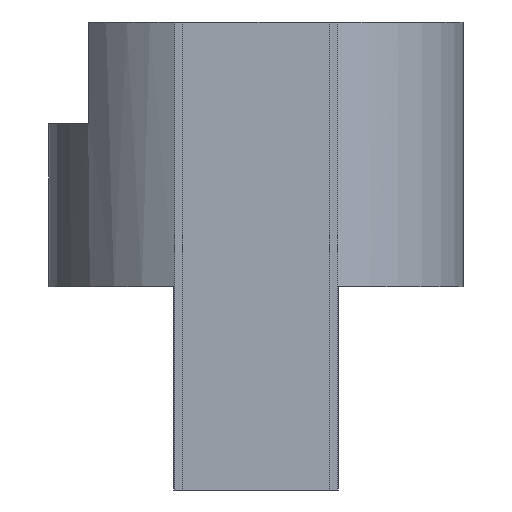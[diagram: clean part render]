
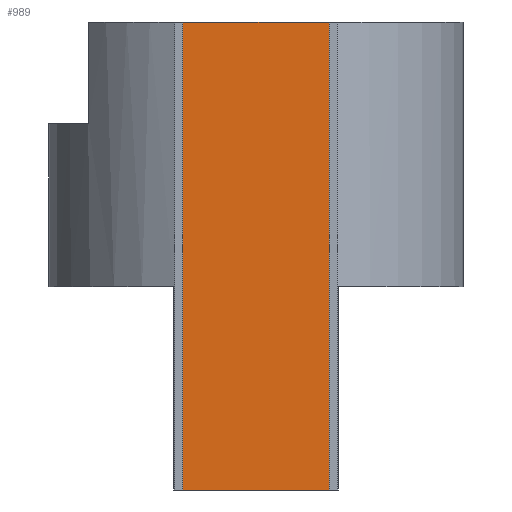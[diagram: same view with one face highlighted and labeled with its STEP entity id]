
A CAD part, front view. The second image highlights one B-rep face of the part: STEP entity #989.
In plain terms, the highlighted planar face has unit normal (0, -1, 0).
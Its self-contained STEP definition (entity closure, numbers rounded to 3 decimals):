
#82=FACE_OUTER_BOUND('',#135,.T.);
#135=EDGE_LOOP('',(#875,#876,#877,#878));
#233=LINE('',#1536,#359);
#248=LINE('',#1569,#374);
#262=LINE('',#1597,#388);
#263=LINE('',#1599,#389);
#359=VECTOR('',#1250,10.);
#374=VECTOR('',#1277,10.);
#388=VECTOR('',#1313,10.);
#389=VECTOR('',#1316,10.);
#464=VERTEX_POINT('',#1533);
#465=VERTEX_POINT('',#1535);
#476=VERTEX_POINT('',#1566);
#477=VERTEX_POINT('',#1568);
#585=EDGE_CURVE('',#464,#465,#233,.T.);
#602=EDGE_CURVE('',#476,#477,#248,.T.);
#617=EDGE_CURVE('',#465,#476,#262,.T.);
#618=EDGE_CURVE('',#464,#477,#263,.T.);
#875=ORIENTED_EDGE('',*,*,#617,.F.);
#876=ORIENTED_EDGE('',*,*,#585,.F.);
#877=ORIENTED_EDGE('',*,*,#618,.T.);
#878=ORIENTED_EDGE('',*,*,#602,.F.);
#939=PLANE('',#1066);
#989=ADVANCED_FACE('',(#82),#939,.T.);
#1066=AXIS2_PLACEMENT_3D('',#1598,#1314,#1315);
#1250=DIRECTION('',(-1.,0.,0.));
#1277=DIRECTION('',(1.,0.,0.));
#1313=DIRECTION('',(0.,0.,1.));
#1314=DIRECTION('center_axis',(0.,-1.,0.));
#1315=DIRECTION('ref_axis',(-1.,0.,0.));
#1316=DIRECTION('',(0.,0.,1.));
#1533=CARTESIAN_POINT('',(18.,-35.,-100.));
#1535=CARTESIAN_POINT('',(-18.,-35.,-100.));
#1536=CARTESIAN_POINT('',(9.,-35.,-100.));
#1566=CARTESIAN_POINT('',(-18.,-35.,15.));
#1568=CARTESIAN_POINT('',(18.,-35.,15.));
#1569=CARTESIAN_POINT('',(20.,-35.,15.));
#1597=CARTESIAN_POINT('',(-18.,-35.,0.));
#1598=CARTESIAN_POINT('Origin',(18.,-35.,0.));
#1599=CARTESIAN_POINT('',(18.,-35.,0.));
